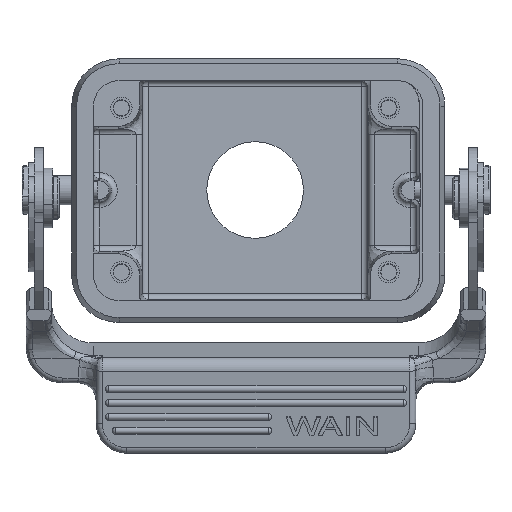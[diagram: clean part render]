
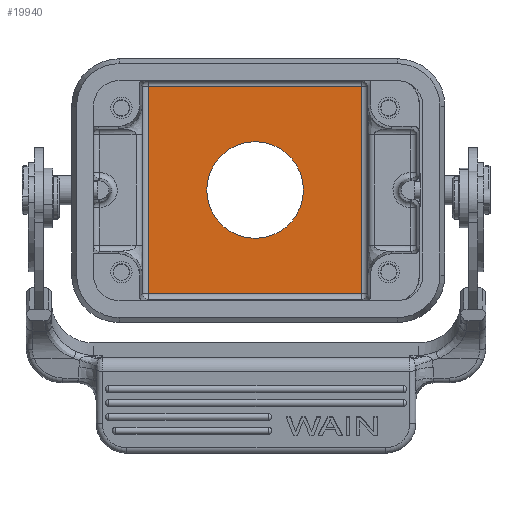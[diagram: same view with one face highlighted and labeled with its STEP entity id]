
A CAD part, front view. The second image highlights one B-rep face of the part: STEP entity #19940.
In plain terms, the highlighted planar face has unit normal (0, -1, 0).
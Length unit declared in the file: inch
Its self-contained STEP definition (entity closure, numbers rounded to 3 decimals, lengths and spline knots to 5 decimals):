
#1905=DIRECTION('',(0.,0.,1.));
#1906=VECTOR('',#1905,1.34111);
#1907=CARTESIAN_POINT('',(-0.69024,1.45669,
-0.67055));
#1908=LINE('',#1907,#1906);
#1909=CARTESIAN_POINT('',(0.,1.45669,0.));
#1910=DIRECTION('',(0.,-1.,0.));
#1911=DIRECTION('',(1.,0.,0.));
#1912=AXIS2_PLACEMENT_3D('',#1909,#1910,#1911);
#1914=CARTESIAN_POINT('',(0.,1.45669,0.));
#1915=DIRECTION('',(0.,-1.,0.));
#1916=DIRECTION('',(-1.,0.,0.));
#1917=AXIS2_PLACEMENT_3D('',#1914,#1915,#1916);
#1919=DIRECTION('',(1.,0.,0.));
#1920=VECTOR('',#1919,1.38048);
#1921=CARTESIAN_POINT('',(-0.69024,1.45669,
-0.67055));
#1922=LINE('',#1921,#1920);
#2247=DIRECTION('',(-1.,0.,0.));
#2248=VECTOR('',#2247,1.38048);
#2249=CARTESIAN_POINT('',(0.69024,1.45669,
0.67055));
#2250=LINE('',#2249,#2248);
#2633=DIRECTION('',(0.,0.,1.));
#2634=VECTOR('',#2633,1.34111);
#2635=CARTESIAN_POINT('',(0.69024,1.45669,
-0.67055));
#2636=LINE('',#2635,#2634);
#16311=CARTESIAN_POINT('',(-0.69024,1.45669,
-0.67055));
#16312=VERTEX_POINT('',#16311);
#16313=CARTESIAN_POINT('',(-0.69024,1.45669,
0.67055));
#16314=VERTEX_POINT('',#16313);
#16315=CARTESIAN_POINT('',(0.31299,1.45669,0.));
#16316=CARTESIAN_POINT('',(-0.31299,1.45669,0.));
#16317=VERTEX_POINT('',#16315);
#16318=VERTEX_POINT('',#16316);
#16319=CARTESIAN_POINT('',(0.69024,1.45669,
-0.67055));
#16320=VERTEX_POINT('',#16319);
#16321=CARTESIAN_POINT('',(0.69024,1.45669,
0.67055));
#16322=VERTEX_POINT('',#16321);
#19921=CARTESIAN_POINT('',(0.,1.45669,
0.));
#19922=DIRECTION('',(0.,1.,0.));
#19923=DIRECTION('',(1.,0.,0.));
#19924=AXIS2_PLACEMENT_3D('',#19921,#19922,#19923);
#19925=PLANE('',#19924);
#19927=ORIENTED_EDGE('',*,*,#19926,.F.);
#19929=ORIENTED_EDGE('',*,*,#19928,.T.);
#19931=ORIENTED_EDGE('',*,*,#19930,.F.);
#19933=ORIENTED_EDGE('',*,*,#19932,.F.);
#19934=EDGE_LOOP('',(#19927,#19929,#19931,#19933));
#19935=FACE_OUTER_BOUND('',#19934,.F.);
#19936=ORIENTED_EDGE('',*,*,#19901,.T.);
#19937=ORIENTED_EDGE('',*,*,#19915,.T.);
#19938=EDGE_LOOP('',(#19936,#19937));
#19939=FACE_BOUND('',#19938,.F.);
#19940=ADVANCED_FACE('',(#19935,#19939),#19925,.F.);
#1913=CIRCLE('',#1912,0.31299);
#1918=CIRCLE('',#1917,0.31299);
#19901=EDGE_CURVE('',#16317,#16318,#1913,.T.);
#19915=EDGE_CURVE('',#16318,#16317,#1918,.T.);
#19926=EDGE_CURVE('',#16312,#16320,#1922,.T.);
#19928=EDGE_CURVE('',#16312,#16314,#1908,.T.);
#19930=EDGE_CURVE('',#16322,#16314,#2250,.T.);
#19932=EDGE_CURVE('',#16320,#16322,#2636,.T.);
